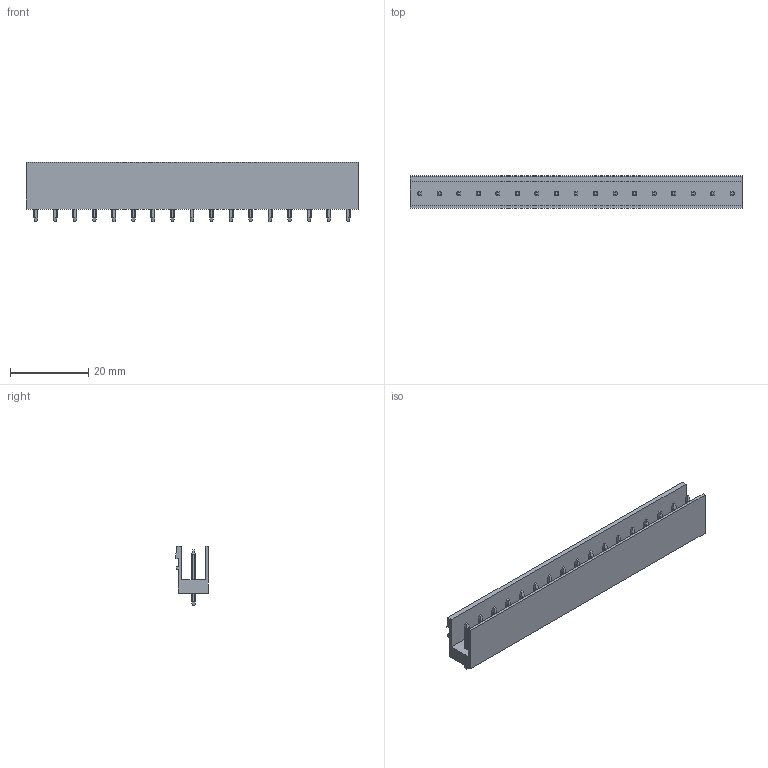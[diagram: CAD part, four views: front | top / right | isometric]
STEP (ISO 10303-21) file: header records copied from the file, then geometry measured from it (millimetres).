
FILE_DESCRIPTION(('CATIA V5 STEP Exchange','CAx-IF Rec.Pracs.--- Model Styling and Organization---1.2---2011-12-15'),'2;1');
FILE_NAME ('D1452951_0_1581470000_1581470000.stp','2018-10-12T07:41:01+00:00',('none'),('Weidmueller'),'CATIA Version 5-6 Release 2014','CATIA V5 STEP AP214','none');
FILE_SCHEMA(('AUTOMOTIVE_DESIGN { 1 0 10303 214 1 1 1 1 }'));
Length unit declared in the file: millimetre
Products named in the file (1): 1581470000
Bounding box: 85 x 8.43 x 15.2 mm (x, y, z)
Volume: 3741.8 mm3; surface area: 6127.3 mm2
Topology: 18 solids, 18 shells, 461 faces, 1275 edges, 850 vertices
Faces by surface type: plane 323, cylinder 138
Entity records: 13834 total; most frequent: CARTESIAN_POINT 3412, ORIENTED_EDGE 2550, DIRECTION 1467, EDGE_CURVE 1275, VECTOR 863, LINE 863, VERTEX_POINT 850, EDGE_LOOP 495
